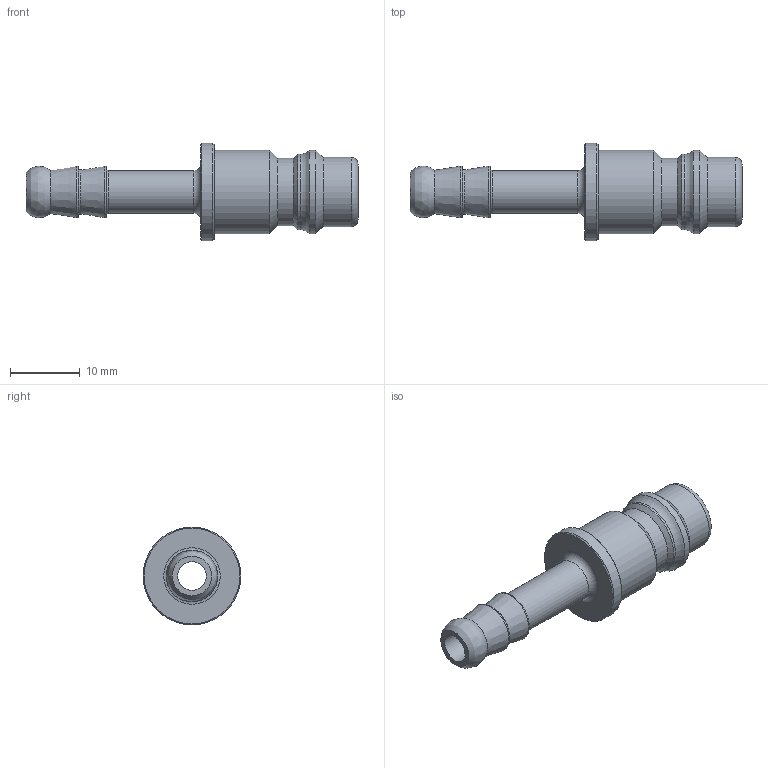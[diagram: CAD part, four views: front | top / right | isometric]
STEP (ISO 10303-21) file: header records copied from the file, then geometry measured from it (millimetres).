
FILE_DESCRIPTION((''),'2;1');
FILE_NAME('95sstf06mxn.stp','2014-07-02T08:47:34',('IA176480'),(''),'Autodesk Inventor 2013','Autodesk Inventor 2013','');
FILE_SCHEMA(('AUTOMOTIVE_DESIGN { 1 0 10303 214 1 1 1 1 }'));
Length unit declared in the file: millimetre
Products named in the file (1): D110898
Bounding box: 47.5 x 14 x 14 mm (x, y, z)
Volume: 1824.9 mm3; surface area: 2393.5 mm2
Topology: 1 solids, 1 shells, 30 faces, 57 edges, 32 vertices
Faces by surface type: cylinder 9, cone 8, torus 6, plane 5, bspline 2
Full cylindrical faces by diameter (mm): 4.1 x1, 6.1 x1, 7.4 x1, 9.6 x1, 9.9 x1, 10.8 x1, 11.95 x2, 14 x1
Entity records: 755 total; most frequent: CARTESIAN_POINT 220, DIRECTION 116, ORIENTED_EDGE 62, EDGE_LOOP 59, AXIS2_PLACEMENT_3D 58, EDGE_CURVE 31, VERTEX_POINT 30, FACE_OUTER_BOUND 30
